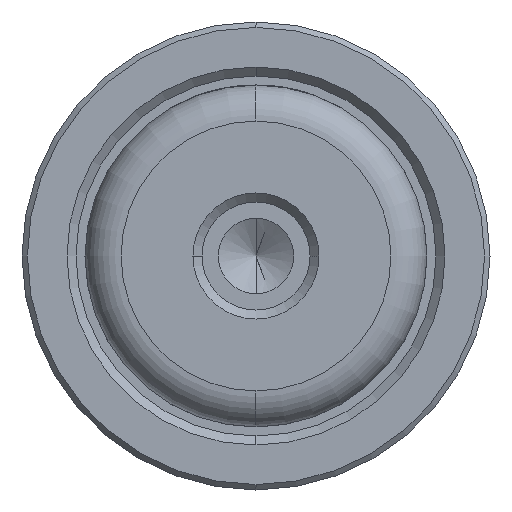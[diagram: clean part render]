
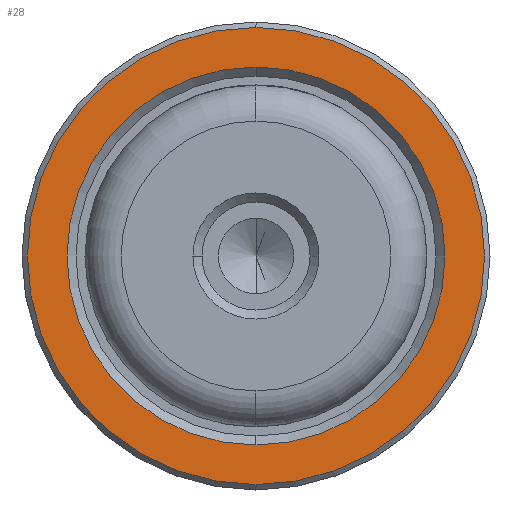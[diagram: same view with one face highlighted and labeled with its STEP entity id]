
A CAD part, left-side view. The second image highlights one B-rep face of the part: STEP entity #28.
In plain terms, the highlighted planar face has unit normal (-1, 0, 0).
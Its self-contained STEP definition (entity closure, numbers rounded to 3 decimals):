
#28 = ADVANCED_FACE ( 'NONE', ( #1653, #679 ), #499, .T. ) ;
#40 = DIRECTION ( 'NONE',  ( 0., 0., 1. ) ) ;
#78 = DIRECTION ( 'NONE',  ( 1., 0., 0. ) ) ;
#88 = CIRCLE ( 'NONE', #1508, 10.5 ) ;
#95 = ORIENTED_EDGE ( 'NONE', *, *, #1126, .T. ) ;
#123 = AXIS2_PLACEMENT_3D ( 'NONE', #686, #144, #1411 ) ;
#144 = DIRECTION ( 'NONE',  ( -1., 0., 0. ) ) ;
#232 = CARTESIAN_POINT ( 'NONE',  ( 20., 0., 10.5 ) ) ;
#284 = CARTESIAN_POINT ( 'NONE',  ( 20., 0., 0. ) ) ;
#385 = VERTEX_POINT ( 'NONE', #2074 ) ;
#456 = DIRECTION ( 'NONE',  ( 0., 0., 1. ) ) ;
#486 = VERTEX_POINT ( 'NONE', #2072 ) ;
#499 = PLANE ( 'NONE',  #123 ) ;
#512 = CIRCLE ( 'NONE', #1467, 12.7 ) ;
#641 = VERTEX_POINT ( 'NONE', #1683 ) ;
#654 = EDGE_CURVE ( 'NONE', #385, #673, #1656, .T. ) ;
#673 = VERTEX_POINT ( 'NONE', #232 ) ;
#679 = FACE_BOUND ( 'NONE', #1712, .T. ) ;
#686 = CARTESIAN_POINT ( 'NONE',  ( 20., -9.5, 0. ) ) ;
#943 = ORIENTED_EDGE ( 'NONE', *, *, #1292, .T. ) ;
#960 = DIRECTION ( 'NONE',  ( 1., 0., 0. ) ) ;
#1124 = DIRECTION ( 'NONE',  ( -1., 0., 0. ) ) ;
#1126 = EDGE_CURVE ( 'NONE', #486, #641, #512, .T. ) ;
#1159 = CARTESIAN_POINT ( 'NONE',  ( 20., 0., 0. ) ) ;
#1194 = EDGE_LOOP ( 'NONE', ( #1596, #95 ) ) ;
#1292 = EDGE_CURVE ( 'NONE', #673, #385, #88, .T. ) ;
#1319 = AXIS2_PLACEMENT_3D ( 'NONE', #2226, #1124, #40 ) ;
#1343 = DIRECTION ( 'NONE',  ( 0., 0., -1. ) ) ;
#1411 = DIRECTION ( 'NONE',  ( 0., 0., 1. ) ) ;
#1467 = AXIS2_PLACEMENT_3D ( 'NONE', #284, #1561, #456 ) ;
#1508 = AXIS2_PLACEMENT_3D ( 'NONE', #1159, #78, #1343 ) ;
#1561 = DIRECTION ( 'NONE',  ( -1., 0., 0. ) ) ;
#1596 = ORIENTED_EDGE ( 'NONE', *, *, #2173, .T. ) ;
#1641 = CIRCLE ( 'NONE', #1319, 12.7 ) ;
#1653 = FACE_OUTER_BOUND ( 'NONE', #1194, .T. ) ;
#1656 = CIRCLE ( 'NONE', #1913, 10.5 ) ;
#1683 = CARTESIAN_POINT ( 'NONE',  ( 20., 0., -12.7 ) ) ;
#1712 = EDGE_LOOP ( 'NONE', ( #943, #2041 ) ) ;
#1913 = AXIS2_PLACEMENT_3D ( 'NONE', #2070, #960, #2248 ) ;
#2041 = ORIENTED_EDGE ( 'NONE', *, *, #654, .T. ) ;
#2070 = CARTESIAN_POINT ( 'NONE',  ( 20., 0., 0. ) ) ;
#2072 = CARTESIAN_POINT ( 'NONE',  ( 20., 0., 12.7 ) ) ;
#2074 = CARTESIAN_POINT ( 'NONE',  ( 20., 0., -10.5 ) ) ;
#2173 = EDGE_CURVE ( 'NONE', #641, #486, #1641, .T. ) ;
#2226 = CARTESIAN_POINT ( 'NONE',  ( 20., 0., 0. ) ) ;
#2248 = DIRECTION ( 'NONE',  ( 0., 0., -1. ) ) ;
